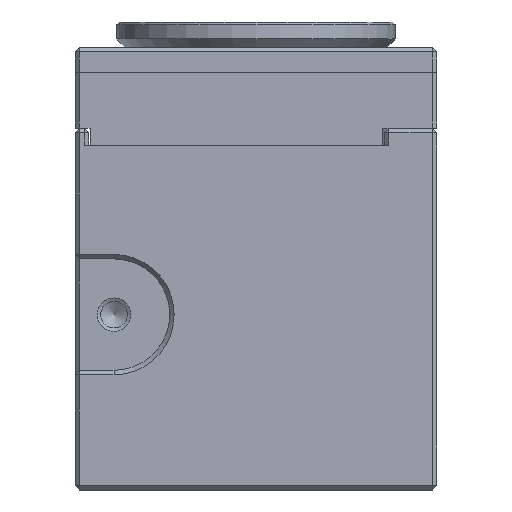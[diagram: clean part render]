
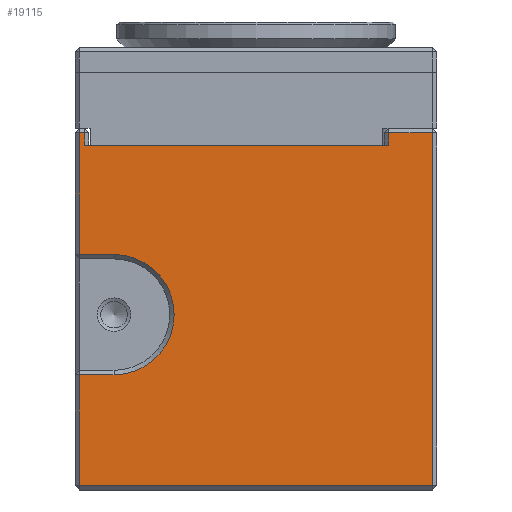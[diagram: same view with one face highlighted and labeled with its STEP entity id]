
A CAD part, left-side view. The second image highlights one B-rep face of the part: STEP entity #19115.
In plain terms, the highlighted planar face has unit normal (-1, 0, 0).
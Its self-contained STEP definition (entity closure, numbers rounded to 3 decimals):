
#754=CIRCLE('',#17442,10.8);
#1716=ORIENTED_EDGE('',*,*,#6969,.T.);
#1717=ORIENTED_EDGE('',*,*,#6970,.T.);
#1718=ORIENTED_EDGE('',*,*,#6971,.F.);
#1719=ORIENTED_EDGE('',*,*,#6972,.F.);
#1720=ORIENTED_EDGE('',*,*,#6973,.F.);
#1721=ORIENTED_EDGE('',*,*,#6974,.F.);
#1722=ORIENTED_EDGE('',*,*,#6975,.F.);
#1723=ORIENTED_EDGE('',*,*,#6976,.T.);
#1724=ORIENTED_EDGE('',*,*,#6977,.T.);
#1725=ORIENTED_EDGE('',*,*,#6978,.T.);
#1726=ORIENTED_EDGE('',*,*,#6967,.F.);
#1727=ORIENTED_EDGE('',*,*,#6907,.T.);
#4237=VECTOR('',#10611,1.);
#4278=VECTOR('',#10716,1.);
#4280=VECTOR('',#10720,1.);
#4281=VECTOR('',#10721,1.);
#4282=VECTOR('',#10722,1.);
#4283=VECTOR('',#10723,1.);
#4284=VECTOR('',#10726,1.);
#4285=VECTOR('',#10727,1.);
#4286=VECTOR('',#10728,1.);
#4287=VECTOR('',#10729,1.);
#4288=VECTOR('',#10730,1.);
#5005=LINE('',#14350,#4237);
#5046=LINE('',#14470,#4278);
#5048=LINE('',#14474,#4280);
#5049=LINE('',#14476,#4281);
#5050=LINE('',#14478,#4282);
#5051=LINE('',#14480,#4283);
#5052=LINE('',#14484,#4284);
#5053=LINE('',#14486,#4285);
#5054=LINE('',#14488,#4286);
#5055=LINE('',#14490,#4287);
#5056=LINE('',#14491,#4288);
#5850=VERTEX_POINT('',#14347);
#5851=VERTEX_POINT('',#14349);
#5898=VERTEX_POINT('',#14469);
#5899=VERTEX_POINT('',#14473);
#5900=VERTEX_POINT('',#14475);
#5901=VERTEX_POINT('',#14477);
#5902=VERTEX_POINT('',#14479);
#5903=VERTEX_POINT('',#14481);
#5904=VERTEX_POINT('',#14483);
#5905=VERTEX_POINT('',#14485);
#5906=VERTEX_POINT('',#14487);
#5907=VERTEX_POINT('',#14489);
#6907=EDGE_CURVE('',#5851,#5850,#5005,.T.);
#6967=EDGE_CURVE('',#5851,#5898,#5046,.T.);
#6969=EDGE_CURVE('',#5850,#5899,#5048,.T.);
#6970=EDGE_CURVE('',#5899,#5900,#5049,.T.);
#6971=EDGE_CURVE('',#5901,#5900,#5050,.T.);
#6972=EDGE_CURVE('',#5902,#5901,#5051,.T.);
#6973=EDGE_CURVE('',#5903,#5902,#754,.T.);
#6974=EDGE_CURVE('',#5904,#5903,#5052,.T.);
#6975=EDGE_CURVE('',#5905,#5904,#5053,.T.);
#6976=EDGE_CURVE('',#5905,#5906,#5054,.T.);
#6977=EDGE_CURVE('',#5906,#5907,#5055,.T.);
#6978=EDGE_CURVE('',#5907,#5898,#5056,.T.);
#8355=EDGE_LOOP('',(#1716,#1717,#1718,#1719,#1720,#1721,#1722,#1723,#1724,
#1725,#1726,#1727));
#9333=FACE_BOUND('',#8355,.T.);
#10611=DIRECTION('',(0.,54.6,0.));
#10716=DIRECTION('',(0.,0.,2.3));
#10718=DIRECTION('',(-1.,0.,0.));
#10719=DIRECTION('',(0.,1.,0.));
#10720=DIRECTION('',(0.,0.,2.3));
#10721=DIRECTION('',(0.,0.9,0.));
#10722=DIRECTION('',(0.,0.,21.9));
#10723=DIRECTION('',(0.,6.2,0.));
#10724=DIRECTION('',(-1.,0.,0.));
#10725=DIRECTION('',(0.,0.,-10.8));
#10726=DIRECTION('',(0.,-6.2,0.));
#10727=DIRECTION('',(0.,0.,19.9));
#10728=DIRECTION('',(0.,-63.4,0.));
#10729=DIRECTION('',(0.,0.,63.4));
#10730=DIRECTION('',(0.,7.9,0.));
#14347=CARTESIAN_POINT('',(2.5,63.3,61.9));
#14349=CARTESIAN_POINT('',(2.5,8.7,61.9));
#14350=CARTESIAN_POINT('',(2.5,8.7,61.9));
#14469=CARTESIAN_POINT('',(2.5,8.7,64.2));
#14470=CARTESIAN_POINT('',(2.5,8.7,61.9));
#14472=CARTESIAN_POINT('',(2.5,65.,0.));
#14473=CARTESIAN_POINT('',(2.5,63.3,64.2));
#14474=CARTESIAN_POINT('',(2.5,63.3,61.9));
#14475=CARTESIAN_POINT('',(2.5,64.2,64.2));
#14476=CARTESIAN_POINT('',(2.5,63.3,64.2));
#14477=CARTESIAN_POINT('',(2.5,64.2,42.3));
#14478=CARTESIAN_POINT('',(2.5,64.2,42.3));
#14479=CARTESIAN_POINT('',(2.5,58.,42.3));
#14480=CARTESIAN_POINT('',(2.5,58.,42.3));
#14481=CARTESIAN_POINT('',(2.5,58.,20.7));
#14482=CARTESIAN_POINT('',(2.5,58.,31.5));
#14483=CARTESIAN_POINT('',(2.5,64.2,20.7));
#14484=CARTESIAN_POINT('',(2.5,64.2,20.7));
#14485=CARTESIAN_POINT('',(2.5,64.2,0.8));
#14486=CARTESIAN_POINT('',(2.5,64.2,0.8));
#14487=CARTESIAN_POINT('',(2.5,0.8,0.8));
#14488=CARTESIAN_POINT('',(2.5,64.2,0.8));
#14489=CARTESIAN_POINT('',(2.5,0.8,64.2));
#14490=CARTESIAN_POINT('',(2.5,0.8,0.8));
#14491=CARTESIAN_POINT('',(2.5,0.8,64.2));
#17441=AXIS2_PLACEMENT_3D('',#14472,#10718,#10719);
#17442=AXIS2_PLACEMENT_3D('',#14482,#10724,#10725);
#18706=PLANE('',#17441);
#19115=ADVANCED_FACE('',(#9333),#18706,.T.);
